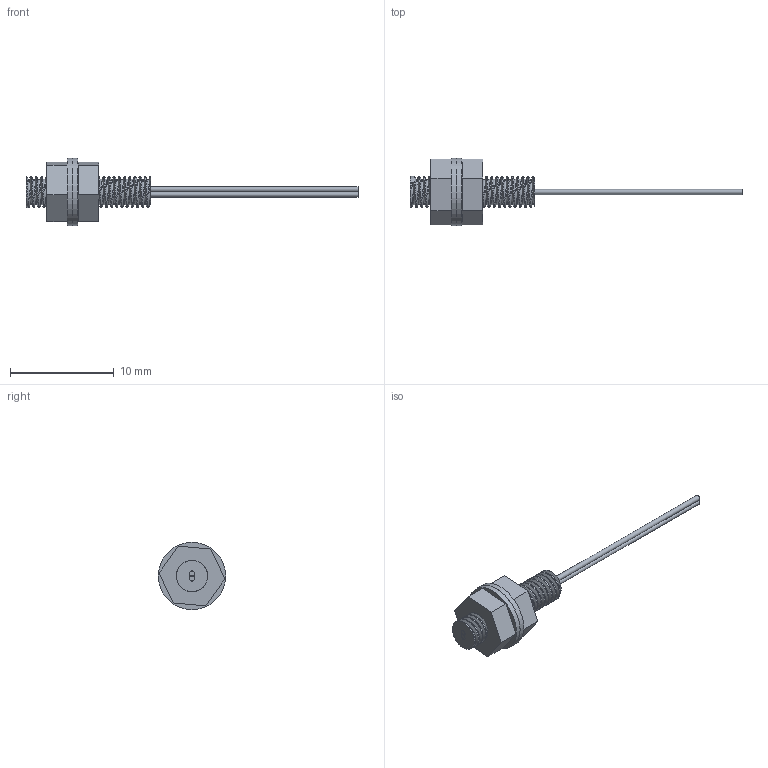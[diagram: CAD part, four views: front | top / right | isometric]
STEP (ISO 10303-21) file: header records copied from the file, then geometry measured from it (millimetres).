
FILE_DESCRIPTION(/* description */ (''),/* implementation_level */ '2;1');
FILE_NAME(/* name */ 'EX-D31GR.stp',/* time_stamp */ '2023-04-10T10:41:01+08:00',/* author */ (''),/* organization */ (''),/* preprocessor_version */ 'ST-DEVELOPER v16.7',/* originating_system */ 'SIEMENS PLM Software NX 12.0',/* authorisation */ '');
FILE_SCHEMA (('AUTOMOTIVE_DESIGN { 1 0 10303 214 3 1 1 1 }'));
Length unit declared in the file: millimetre
Products named in the file (1): EX-D31GR
Bounding box: 32 x 6.5 x 6.5 mm (x, y, z)
Volume: 186.8 mm3; surface area: 412.6 mm2
Topology: 1 solids, 1 shells, 46 faces, 105 edges, 70 vertices
Faces by surface type: plane 24, cylinder 14, bspline 8
Full cylindrical faces by diameter (mm): 6.5 x2
Entity records: 11024 total; most frequent: CARTESIAN_POINT 10024, ORIENTED_EDGE 206, DIRECTION 175, EDGE_CURVE 103, VERTEX_POINT 70, AXIS2_PLACEMENT_3D 66, EDGE_LOOP 57, ADVANCED_FACE 46
